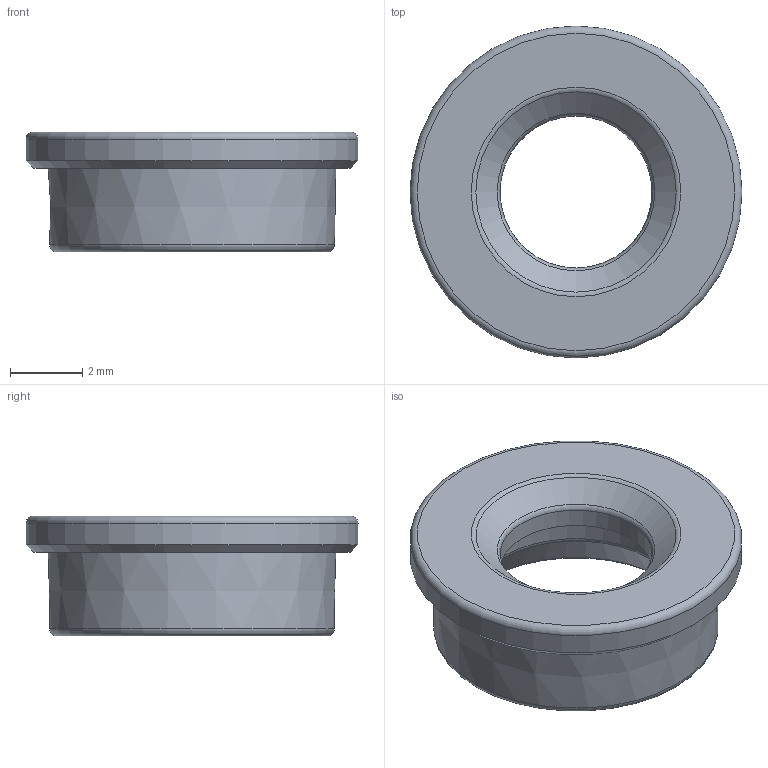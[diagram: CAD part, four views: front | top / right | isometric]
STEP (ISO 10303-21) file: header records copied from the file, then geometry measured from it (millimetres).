
FILE_DESCRIPTION (( 'STEP AP203' ), '1' );
FILE_NAME ('251001_AKVO_WAP_Sensor Cover_PART_00.STEP', '2016-01-08T14:37:06', ( '' ), ( '' ), 'SwSTEP 2.0', 'SolidWorks 2015', '' );
FILE_SCHEMA (( 'CONFIG_CONTROL_DESIGN' ));
Length unit declared in the file: millimetre
Products named in the file (1): 251001_AKVO_WAP_Sensor Cover_PART_00
Bounding box: 9.19 x 9.19 x 3.32 mm (x, y, z)
Volume: 98.3 mm3; surface area: 223.3 mm2
Topology: 1 solids, 1 shells, 17 faces, 35 edges, 22 vertices
Faces by surface type: cone 7, torus 6, plane 4
Entity records: 425 total; most frequent: DIRECTION 70, CARTESIAN_POINT 52, AXIS2_PLACEMENT_3D 35, ORIENTED_EDGE 34, EDGE_LOOP 34, FACE_OUTER_BOUND 23, CIRCLE 17, ADVANCED_FACE 17
